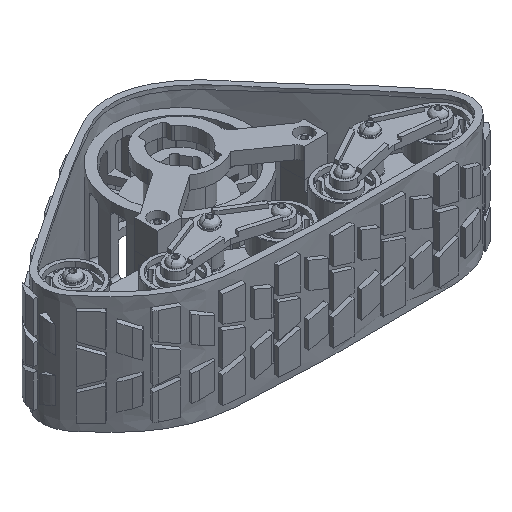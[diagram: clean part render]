
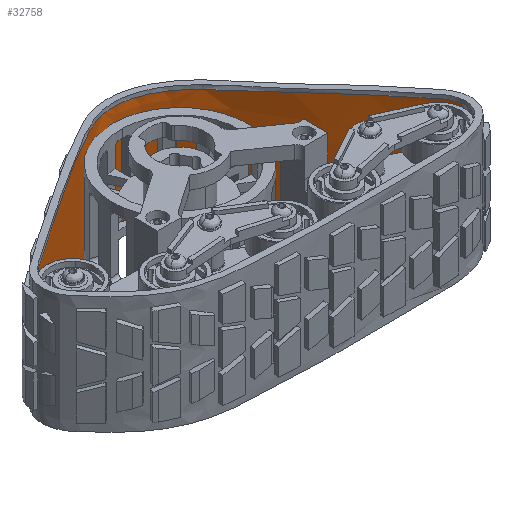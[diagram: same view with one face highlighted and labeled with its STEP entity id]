
A CAD part, isometric view. The second image highlights one B-rep face of the part: STEP entity #32758.
In plain terms, the highlighted face is a extrusion surface.
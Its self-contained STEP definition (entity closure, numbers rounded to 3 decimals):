
#24134=CARTESIAN_POINT('',(-72.369,8.842,43.5));
#24135=CARTESIAN_POINT('',(-72.303,8.999,43.5));
#24136=CARTESIAN_POINT('',(-71.522,10.73,43.5));
#24137=CARTESIAN_POINT('',(-69.061,13.633,43.5));
#24138=CARTESIAN_POINT('',(-62.952,17.771,43.5));
#24139=CARTESIAN_POINT('',(-54.216,23.522,43.5));
#24140=CARTESIAN_POINT('',(-42.977,31.181,43.5));
#24141=CARTESIAN_POINT('',(-30.565,39.375,43.5));
#24142=CARTESIAN_POINT('',(-20.596,45.634,43.5));
#24143=CARTESIAN_POINT('',(-13.449,49.615,43.5));
#24144=CARTESIAN_POINT('',(-6.554,52.699,43.5));
#24145=CARTESIAN_POINT('',(1.523,54.124,43.5));
#24146=CARTESIAN_POINT('',(10.237,51.755,43.5));
#24147=CARTESIAN_POINT('',(17.076,47.693,43.5));
#24148=CARTESIAN_POINT('',(23.278,42.623,43.5));
#24149=CARTESIAN_POINT('',(30.03,34.873,43.5));
#24150=CARTESIAN_POINT('',(37.433,25.512,43.5));
#24151=CARTESIAN_POINT('',(45.016,17.386,43.5));
#24152=CARTESIAN_POINT('',(51.431,10.728,43.5));
#24153=CARTESIAN_POINT('',(56.388,4.855,43.5));
#24154=CARTESIAN_POINT('',(60.046,0.457,43.5));
#24155=CARTESIAN_POINT('',(63.11,-3.073,43.5));
#24156=CARTESIAN_POINT('',(65.504,-6.,43.5));
#24157=CARTESIAN_POINT('',(67.463,-9.024,43.5));
#24158=CARTESIAN_POINT('',(68.265,-11.178,43.5));
#24159=CARTESIAN_POINT('',(68.483,-12.286,43.5));
#24444=DIRECTION('',(0.,0.,1.));
#24445=VECTOR('',#24444,42.);
#24446=CARTESIAN_POINT('',(68.483,-12.286,1.5));
#24447=LINE('',#24446,#24445);
#24448=DIRECTION('',(0.,0.,1.));
#24449=VECTOR('',#24448,42.);
#24450=CARTESIAN_POINT('',(-72.369,8.842,1.5));
#24451=LINE('',#24450,#24449);
#24487=CARTESIAN_POINT('',(68.483,-12.286,1.5));
#24489=CARTESIAN_POINT('',(68.483,-12.286,1.5));
#24490=CARTESIAN_POINT('',(68.265,-11.178,1.5));
#24491=CARTESIAN_POINT('',(67.463,-9.024,1.5));
#24492=CARTESIAN_POINT('',(65.504,-6.,1.5));
#24493=CARTESIAN_POINT('',(63.11,-3.073,1.5));
#24494=CARTESIAN_POINT('',(60.046,0.457,1.5));
#24495=CARTESIAN_POINT('',(56.388,4.855,1.5));
#24496=CARTESIAN_POINT('',(51.431,10.728,1.5));
#24497=CARTESIAN_POINT('',(45.016,17.386,1.5));
#24498=CARTESIAN_POINT('',(37.433,25.512,1.5));
#24499=CARTESIAN_POINT('',(30.03,34.873,1.5));
#24500=CARTESIAN_POINT('',(23.278,42.623,1.5));
#24501=CARTESIAN_POINT('',(17.076,47.693,1.5));
#24502=CARTESIAN_POINT('',(10.237,51.755,1.5));
#24503=CARTESIAN_POINT('',(1.523,54.124,1.5));
#24504=CARTESIAN_POINT('',(-6.554,52.699,1.5));
#24505=CARTESIAN_POINT('',(-13.449,49.615,1.5));
#24506=CARTESIAN_POINT('',(-20.596,45.634,1.5));
#24507=CARTESIAN_POINT('',(-30.565,39.375,1.5));
#24508=CARTESIAN_POINT('',(-42.977,31.181,1.5));
#24509=CARTESIAN_POINT('',(-54.216,23.522,1.5));
#24510=CARTESIAN_POINT('',(-62.952,17.771,1.5));
#24511=CARTESIAN_POINT('',(-69.061,13.633,1.5));
#24512=CARTESIAN_POINT('',(-71.522,10.73,1.5));
#24513=CARTESIAN_POINT('',(-72.303,8.999,1.5));
#24514=CARTESIAN_POINT('',(-72.369,8.842,1.5));
#30918=CARTESIAN_POINT('',(-72.369,8.842,1.5));
#30919=CARTESIAN_POINT('',(-72.369,8.842,43.5));
#30920=VERTEX_POINT('',#30918);
#30921=VERTEX_POINT('',#30919);
#30922=VERTEX_POINT('',#24487);
#30923=VERTEX_POINT('',#24159);
#32717=CARTESIAN_POINT('',(-72.92,7.09,0.));
#32718=CARTESIAN_POINT('',(-72.791,7.688,0.));
#32719=CARTESIAN_POINT('',(-72.556,8.437,0.));
#32720=CARTESIAN_POINT('',(-71.523,10.73,0.));
#32721=CARTESIAN_POINT('',(-69.061,13.633,0.));
#32722=CARTESIAN_POINT('',(-62.952,17.771,0.));
#32723=CARTESIAN_POINT('',(-54.216,23.522,0.));
#32724=CARTESIAN_POINT('',(-42.977,31.181,0.));
#32725=CARTESIAN_POINT('',(-30.565,39.375,0.));
#32726=CARTESIAN_POINT('',(-20.596,45.634,0.));
#32727=CARTESIAN_POINT('',(-13.449,49.615,0.));
#32728=CARTESIAN_POINT('',(-6.554,52.699,0.));
#32729=CARTESIAN_POINT('',(1.523,54.124,0.));
#32730=CARTESIAN_POINT('',(10.237,51.755,0.));
#32731=CARTESIAN_POINT('',(17.076,47.693,0.));
#32732=CARTESIAN_POINT('',(23.278,42.623,0.));
#32733=CARTESIAN_POINT('',(30.03,34.873,0.));
#32734=CARTESIAN_POINT('',(37.433,25.512,0.));
#32735=CARTESIAN_POINT('',(45.016,17.386,0.));
#32736=CARTESIAN_POINT('',(51.431,10.728,0.));
#32737=CARTESIAN_POINT('',(56.388,4.855,0.));
#32738=CARTESIAN_POINT('',(60.046,0.457,0.));
#32739=CARTESIAN_POINT('',(63.11,-3.073,0.));
#32740=CARTESIAN_POINT('',(65.504,-6.,0.));
#32741=CARTESIAN_POINT('',(67.463,-9.024,0.));
#32742=CARTESIAN_POINT('',(68.483,-11.761,0.));
#32743=CARTESIAN_POINT('',(68.664,-13.494,0.));
#32744=CARTESIAN_POINT('',(68.664,-14.11,0.));
#32746=DIRECTION('',(0.,0.,1.));
#32747=VECTOR('',#32746,1.);
#32748=SURFACE_OF_LINEAR_EXTRUSION('',#32745,#32747);
#32750=ORIENTED_EDGE('',*,*,#32749,.T.);
#32751=ORIENTED_EDGE('',*,*,#32706,.T.);
#32753=ORIENTED_EDGE('',*,*,#32752,.F.);
#32755=ORIENTED_EDGE('',*,*,#32754,.T.);
#32756=EDGE_LOOP('',(#32750,#32751,#32753,#32755));
#32757=FACE_OUTER_BOUND('',#32756,.F.);
#32758=ADVANCED_FACE('',(#32757),#32748,.T.);
#24160=B_SPLINE_CURVE_WITH_KNOTS('',3,(#24134,#24135,#24136,#24137,#24138,
#24139,#24140,#24141,#24142,#24143,#24144,#24145,#24146,#24147,#24148,#24149,
#24150,#24151,#24152,#24153,#24154,#24155,#24156,#24157,#24158,#24159),
.UNSPECIFIED.,.F.,.F.,(4,1,1,1,1,1,1,1,1,1,1,1,1,1,1,1,1,1,1,1,1,1,1,4),(0.,
0.005,0.054,0.102,0.155,
0.208,0.266,0.324,0.356,
0.388,0.451,0.515,0.546,
0.578,0.635,0.692,0.747,
0.802,0.845,0.888,0.916,
0.944,0.972,1.),.UNSPECIFIED.);
#24515=B_SPLINE_CURVE_WITH_KNOTS('',3,(#24489,#24490,#24491,#24492,#24493,
#24494,#24495,#24496,#24497,#24498,#24499,#24500,#24501,#24502,#24503,#24504,
#24505,#24506,#24507,#24508,#24509,#24510,#24511,#24512,#24513,#24514),
.UNSPECIFIED.,.F.,.F.,(4,1,1,1,1,1,1,1,1,1,1,1,1,1,1,1,1,1,1,1,1,1,1,4),(0.,
0.028,0.056,0.084,0.112,
0.155,0.198,0.253,0.308,
0.365,0.422,0.454,0.485,
0.549,0.612,0.644,0.676,
0.734,0.792,0.845,0.898,
0.946,0.995,1.),.UNSPECIFIED.);
#32706=EDGE_CURVE('',#30921,#30923,#24160,.T.);
#32745=B_SPLINE_CURVE_WITH_KNOTS('',3,(#32717,#32718,#32719,#32720,#32721,
#32722,#32723,#32724,#32725,#32726,#32727,#32728,#32729,#32730,#32731,#32732,
#32733,#32734,#32735,#32736,#32737,#32738,#32739,#32740,#32741,#32742,#32743,
#32744),.UNSPECIFIED.,.F.,.F.,(4,1,1,1,1,1,1,1,1,1,1,1,1,1,1,1,1,1,1,1,1,1,1,1,
1,4),(0.,0.017,0.021,0.069,
0.116,0.167,0.219,0.274,
0.33,0.361,0.392,0.454,
0.515,0.546,0.576,0.632,
0.687,0.74,0.793,0.835,
0.877,0.904,0.931,0.958,
0.985,1.),.UNSPECIFIED.);
#32749=EDGE_CURVE('',#30920,#30921,#24451,.T.);
#32752=EDGE_CURVE('',#30922,#30923,#24447,.T.);
#32754=EDGE_CURVE('',#30922,#30920,#24515,.T.);
